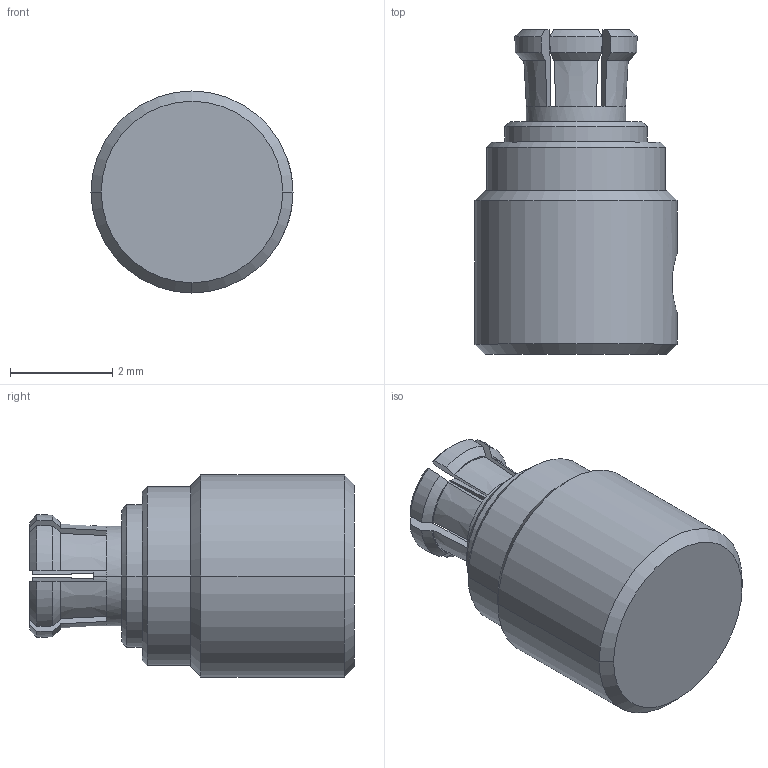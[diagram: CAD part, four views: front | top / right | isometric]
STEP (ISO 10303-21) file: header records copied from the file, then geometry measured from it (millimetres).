
FILE_DESCRIPTION (( 'STEP AP214' ), '1' );
FILE_NAME ('FMCN51270_3D.step', '2024-04-08T16:50:23', ( '' ), ( '' ), 'SwSTEP 2.0', 'SolidWorks 2022', '' );
FILE_SCHEMA (( 'AUTOMOTIVE_DESIGN' ));
Length unit declared in the file: millimetre
Products named in the file (1): FMCN51270_3D
Bounding box: 3.95 x 6.35 x 3.95 mm (x, y, z)
Volume: 49.8 mm3; surface area: 113.8 mm2
Topology: 1 solids, 1 shells, 128 faces, 325 edges, 201 vertices
Faces by surface type: cone 58, plane 52, cylinder 16, bspline 2
Entity records: 4401 total; most frequent: CARTESIAN_POINT 1387, ORIENTED_EDGE 646, DIRECTION 613, EDGE_CURVE 323, AXIS2_PLACEMENT_3D 263, VERTEX_POINT 201, CIRCLE 136, EDGE_LOOP 132
